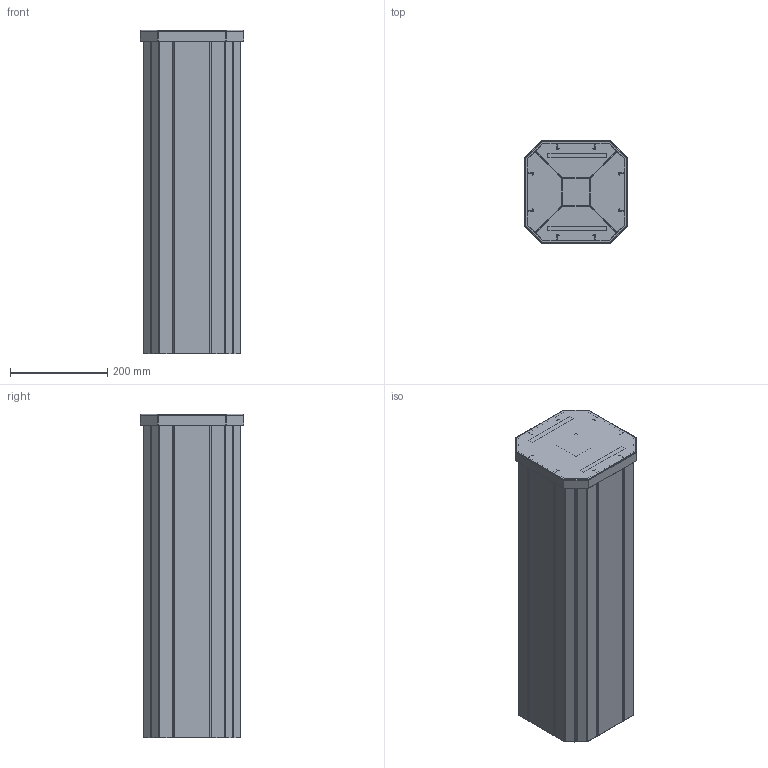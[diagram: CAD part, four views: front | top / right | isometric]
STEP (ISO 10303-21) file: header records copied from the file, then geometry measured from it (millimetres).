
FILE_DESCRIPTION (( 'STEP AP214' ), '1' );
FILE_NAME ('6286700.stp', '2016-06-30T06:21:58', ( '' ), ( '' ), 'SwSTEP 2.0', 'SolidWorks 2014', '' );
FILE_SCHEMA (( 'AUTOMOTIVE_DESIGN' ));
Length unit declared in the file: millimetre
Products named in the file (7): 40596CT1_Standard; 43797A_Standard; 6286700; 36667c_Standard; 36667CT1_Standard; 40596C_Standard; P_39422556_1_L=120
Assembly tree (13 placements, depth 3):
  6286700
    43797A_Standard  x4
    40596C_Standard
      40596CT1_Standard
      P_39422556_1_L=120  x2
    36667c_Standard  x4
      36667CT1_Standard
Bounding box: 212 x 212 x 663 mm (x, y, z)
Volume: 1185848.6 mm3; surface area: 2495346.9 mm2
Topology: 11 solids, 11 shells, 590 faces, 1256 edges, 688 vertices
Faces by surface type: plane 422, cylinder 152, bspline 16
Entity records: 5968 total; most frequent: CARTESIAN_POINT 1470, ORIENTED_EDGE 868, DIRECTION 862, EDGE_CURVE 434, VECTOR 310, LINE 310, AXIS2_PLACEMENT_3D 276, VERTEX_POINT 236
